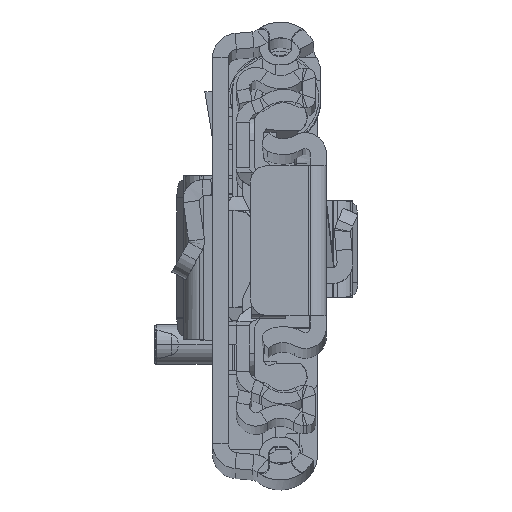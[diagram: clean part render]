
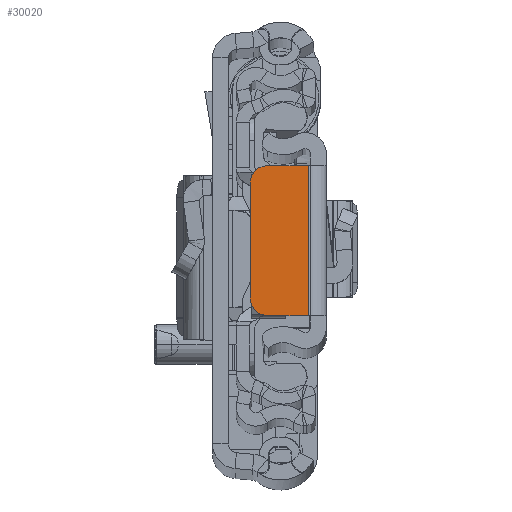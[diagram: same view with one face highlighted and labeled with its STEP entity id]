
A CAD part, top view. The second image highlights one B-rep face of the part: STEP entity #30020.
In plain terms, the highlighted planar face has unit normal (0, 0, 1).
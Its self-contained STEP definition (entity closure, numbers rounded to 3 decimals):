
#1121 = VERTEX_POINT ( 'NONE', #27749 ) ;
#1652 = VECTOR ( 'NONE', #15774, 1000. ) ;
#3508 = ORIENTED_EDGE ( 'NONE', *, *, #24879, .T. ) ;
#3869 = DIRECTION ( 'NONE',  ( 1., 0., 0. ) ) ;
#5462 = LINE ( 'NONE', #41735, #33227 ) ;
#5763 = VERTEX_POINT ( 'NONE', #23839 ) ;
#6627 = ORIENTED_EDGE ( 'NONE', *, *, #27782, .T. ) ;
#7058 = VERTEX_POINT ( 'NONE', #24312 ) ;
#9007 = DIRECTION ( 'NONE',  ( 0., 0., 1. ) ) ;
#9611 = CARTESIAN_POINT ( 'NONE',  ( 0., -8.5, 0. ) ) ;
#9858 = EDGE_CURVE ( 'NONE', #29745, #25704, #12540, .T. ) ;
#11453 = CARTESIAN_POINT ( 'NONE',  ( -6.65, -8.5, 0. ) ) ;
#11467 = ORIENTED_EDGE ( 'NONE', *, *, #9858, .T. ) ;
#12540 = CIRCLE ( 'NONE', #36259, 2. ) ;
#12589 = FACE_OUTER_BOUND ( 'NONE', #40282, .T. ) ;
#12764 = LINE ( 'NONE', #9611, #13863 ) ;
#13436 = DIRECTION ( 'NONE',  ( 0., 0., 1. ) ) ;
#13863 = VECTOR ( 'NONE', #3869, 1000. ) ;
#15138 = LINE ( 'NONE', #15769, #29207 ) ;
#15550 = PLANE ( 'NONE',  #23471 ) ;
#15769 = CARTESIAN_POINT ( 'NONE',  ( -2.05, -8.5, 0. ) ) ;
#15774 = DIRECTION ( 'NONE',  ( -1., 0., 0. ) ) ;
#16661 = EDGE_CURVE ( 'NONE', #7058, #29745, #5462, .T. ) ;
#16809 = DIRECTION ( 'NONE',  ( -1., 0., 0. ) ) ;
#17208 = EDGE_CURVE ( 'NONE', #1121, #5763, #15138, .T. ) ;
#17719 = ORIENTED_EDGE ( 'NONE', *, *, #16661, .T. ) ;
#18411 = ORIENTED_EDGE ( 'NONE', *, *, #17208, .F. ) ;
#20026 = CARTESIAN_POINT ( 'NONE',  ( -8.65, -6.5, 0. ) ) ;
#22348 = LINE ( 'NONE', #32948, #1652 ) ;
#23471 = AXIS2_PLACEMENT_3D ( 'NONE', #25519, #28083, #41474 ) ;
#23839 = CARTESIAN_POINT ( 'NONE',  ( -2.05, -8.5, 0. ) ) ;
#24312 = CARTESIAN_POINT ( 'NONE',  ( -8.65, 6.5, 0. ) ) ;
#24879 = EDGE_CURVE ( 'NONE', #37531, #7058, #29385, .T. ) ;
#25212 = AXIS2_PLACEMENT_3D ( 'NONE', #38072, #9007, #34673 ) ;
#25519 = CARTESIAN_POINT ( 'NONE',  ( 0., 0., 0. ) ) ;
#25704 = VERTEX_POINT ( 'NONE', #11453 ) ;
#27749 = CARTESIAN_POINT ( 'NONE',  ( -2.05, 8.5, 0. ) ) ;
#27782 = EDGE_CURVE ( 'NONE', #25704, #5763, #12764, .T. ) ;
#28083 = DIRECTION ( 'NONE',  ( 0., 0., -1. ) ) ;
#29207 = VECTOR ( 'NONE', #31485, 1000. ) ;
#29273 = ORIENTED_EDGE ( 'NONE', *, *, #37267, .T. ) ;
#29385 = CIRCLE ( 'NONE', #25212, 2. ) ;
#29567 = CARTESIAN_POINT ( 'NONE',  ( -6.65, -6.5, 0. ) ) ;
#29745 = VERTEX_POINT ( 'NONE', #20026 ) ;
#30020 = ADVANCED_FACE ( 'NONE', ( #12589 ), #15550, .F. ) ;
#31326 = DIRECTION ( 'NONE',  ( 0., -1., 0. ) ) ;
#31485 = DIRECTION ( 'NONE',  ( 0., -1., 0. ) ) ;
#32948 = CARTESIAN_POINT ( 'NONE',  ( 0., 8.5, 0. ) ) ;
#33227 = VECTOR ( 'NONE', #31326, 1000. ) ;
#34673 = DIRECTION ( 'NONE',  ( -1., 0., 0. ) ) ;
#36259 = AXIS2_PLACEMENT_3D ( 'NONE', #29567, #13436, #16809 ) ;
#37267 = EDGE_CURVE ( 'NONE', #1121, #37531, #22348, .T. ) ;
#37531 = VERTEX_POINT ( 'NONE', #38217 ) ;
#38072 = CARTESIAN_POINT ( 'NONE',  ( -6.65, 6.5, 0. ) ) ;
#38217 = CARTESIAN_POINT ( 'NONE',  ( -6.65, 8.5, 0. ) ) ;
#40282 = EDGE_LOOP ( 'NONE', ( #17719, #11467, #6627, #18411, #29273, #3508 ) ) ;
#41474 = DIRECTION ( 'NONE',  ( -1., 0., 0. ) ) ;
#41735 = CARTESIAN_POINT ( 'NONE',  ( -8.65, 0., 0. ) ) ;
